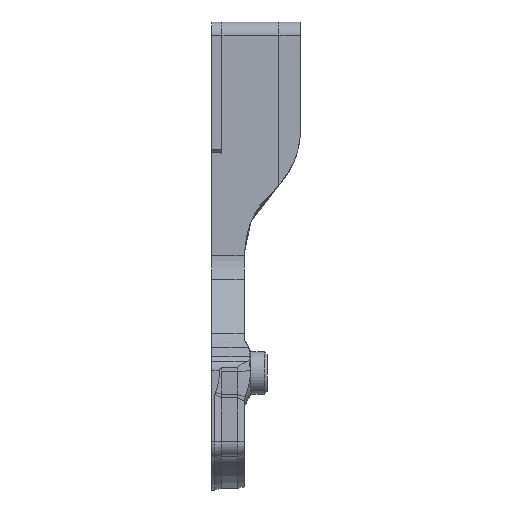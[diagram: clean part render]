
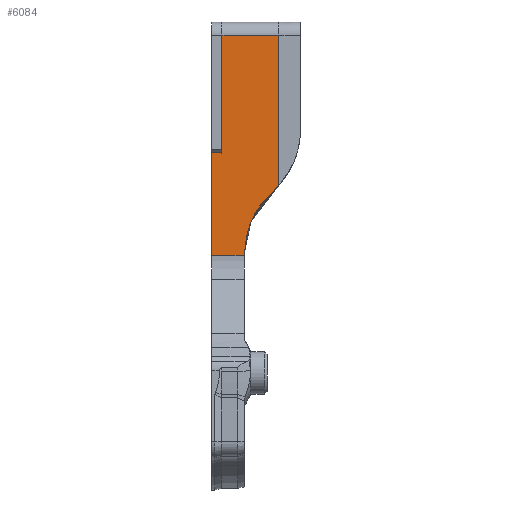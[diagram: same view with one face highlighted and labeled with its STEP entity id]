
A CAD part, front view. The second image highlights one B-rep face of the part: STEP entity #6084.
In plain terms, the highlighted planar face has unit normal (0, -1, 0).
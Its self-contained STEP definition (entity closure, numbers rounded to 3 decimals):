
#171=(
BOUNDED_CURVE()
B_SPLINE_CURVE(5,(#9279,#9280,#9281,#9282,#9283,#9284,#9285,#9286,#9287,
#9288,#9289),.UNSPECIFIED.,.F.,.F.)
B_SPLINE_CURVE_WITH_KNOTS((6,1,1,1,1,1,6),(0.,0.067,0.133,
0.2,0.267,0.333,0.397),
 .UNSPECIFIED.)
CURVE()
GEOMETRIC_REPRESENTATION_ITEM()
RATIONAL_B_SPLINE_CURVE((1.,1.,1.,1.,1.,1.,1.,1.,1.,1.,1.))
REPRESENTATION_ITEM('')
);
#230=PLANE('',#6522);
#412=FACE_OUTER_BOUND('',#810,.T.);
#810=EDGE_LOOP('',(#4263,#4264,#4265,#4266,#4267,#4268,#4269));
#1230=LINE('',#9136,#1813);
#1235=LINE('',#9146,#1818);
#1249=LINE('',#9272,#1832);
#1250=LINE('',#9275,#1833);
#1251=LINE('',#9277,#1834);
#1252=LINE('',#9290,#1835);
#1813=VECTOR('',#7246,10.);
#1818=VECTOR('',#7255,10.);
#1832=VECTOR('',#7311,10.);
#1833=VECTOR('',#7314,10.);
#1834=VECTOR('',#7315,10.);
#1835=VECTOR('',#7316,10.);
#2684=VERTEX_POINT('',#9133);
#2685=VERTEX_POINT('',#9135);
#2688=VERTEX_POINT('',#9145);
#2705=VERTEX_POINT('',#9268);
#2706=VERTEX_POINT('',#9274);
#2707=VERTEX_POINT('',#9276);
#2708=VERTEX_POINT('',#9278);
#3241=EDGE_CURVE('',#2685,#2684,#1230,.T.);
#3246=EDGE_CURVE('',#2688,#2685,#1235,.T.);
#3276=EDGE_CURVE('',#2688,#2705,#1249,.T.);
#3277=EDGE_CURVE('',#2684,#2706,#1250,.T.);
#3278=EDGE_CURVE('',#2707,#2706,#1251,.T.);
#3279=EDGE_CURVE('',#2707,#2708,#171,.T.);
#3280=EDGE_CURVE('',#2705,#2708,#1252,.T.);
#4263=ORIENTED_EDGE('',*,*,#3241,.T.);
#4264=ORIENTED_EDGE('',*,*,#3277,.T.);
#4265=ORIENTED_EDGE('',*,*,#3278,.F.);
#4266=ORIENTED_EDGE('',*,*,#3279,.T.);
#4267=ORIENTED_EDGE('',*,*,#3280,.F.);
#4268=ORIENTED_EDGE('',*,*,#3276,.F.);
#4269=ORIENTED_EDGE('',*,*,#3246,.T.);
#6084=ADVANCED_FACE('',(#412),#230,.T.);
#6522=AXIS2_PLACEMENT_3D('',#9273,#7312,#7313);
#7246=DIRECTION('',(-1.,0.,0.));
#7255=DIRECTION('',(0.,0.,-1.));
#7311=DIRECTION('',(1.,0.,0.));
#7312=DIRECTION('center_axis',(0.,-1.,0.));
#7313=DIRECTION('ref_axis',(0.,0.,-1.));
#7314=DIRECTION('',(0.,0.,-1.));
#7315=DIRECTION('',(-1.,0.,0.));
#7316=DIRECTION('',(0.,0.,-1.));
#9133=CARTESIAN_POINT('',(-7.5,155.79,-46.282));
#9135=CARTESIAN_POINT('',(-5.9,155.79,-46.282));
#9136=CARTESIAN_POINT('',(-7.5,155.79,-46.282));
#9145=CARTESIAN_POINT('',(-5.9,155.79,-28.282));
#9146=CARTESIAN_POINT('',(-5.9,155.79,-44.201));
#9268=CARTESIAN_POINT('',(2.803,155.79,-28.282));
#9272=CARTESIAN_POINT('',(-7.5,155.79,-28.282));
#9273=CARTESIAN_POINT('Origin',(-7.5,155.79,-26.282));
#9274=CARTESIAN_POINT('',(-7.5,155.79,-62.055));
#9275=CARTESIAN_POINT('',(-7.5,155.79,-26.282));
#9276=CARTESIAN_POINT('',(-2.5,155.79,-62.055));
#9277=CARTESIAN_POINT('',(-6.5,155.79,-62.055));
#9278=CARTESIAN_POINT('',(2.803,155.79,-51.282));
#9279=CARTESIAN_POINT('Ctrl Pts',(-2.5,155.79,-62.055));
#9280=CARTESIAN_POINT('Ctrl Pts',(-2.46,155.79,-61.406));
#9281=CARTESIAN_POINT('Ctrl Pts',(-2.348,155.79,-60.179));
#9282=CARTESIAN_POINT('Ctrl Pts',(-2.086,155.79,-58.55));
#9283=CARTESIAN_POINT('Ctrl Pts',(-1.557,155.79,-56.781));
#9284=CARTESIAN_POINT('Ctrl Pts',(-0.643,155.79,-55.095));
#9285=CARTESIAN_POINT('Ctrl Pts',(0.448,155.79,-53.754));
#9286=CARTESIAN_POINT('Ctrl Pts',(1.399,155.79,-52.789));
#9287=CARTESIAN_POINT('Ctrl Pts',(2.115,155.79,-52.05));
#9288=CARTESIAN_POINT('Ctrl Pts',(2.579,155.79,-51.539));
#9289=CARTESIAN_POINT('Ctrl Pts',(2.803,155.79,-51.282));
#9290=CARTESIAN_POINT('',(2.803,155.79,-26.282));
